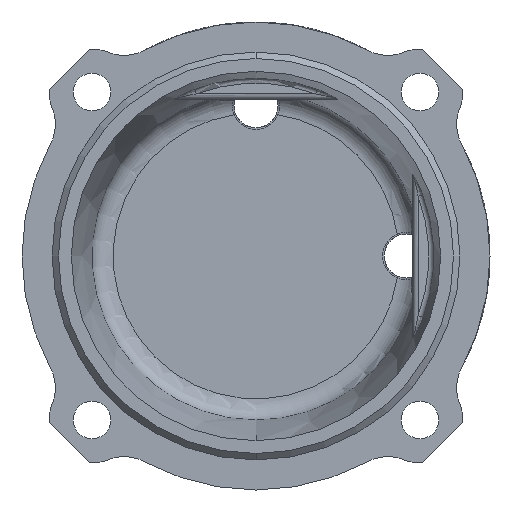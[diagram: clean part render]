
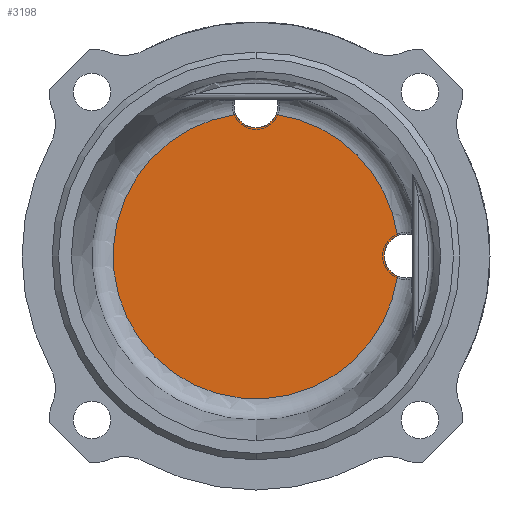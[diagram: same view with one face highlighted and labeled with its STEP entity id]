
A CAD part, front view. The second image highlights one B-rep face of the part: STEP entity #3198.
In plain terms, the highlighted planar face has unit normal (0, -1, 0).
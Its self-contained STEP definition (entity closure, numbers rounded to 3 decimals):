
#300=CARTESIAN_POINT('',(0.,53.,0.));
#301=DIRECTION('',(0.,-1.,0.));
#302=DIRECTION('',(-0.141,0.,0.99));
#303=AXIS2_PLACEMENT_3D('',#300,#301,#302);
#312=CARTESIAN_POINT('',(0.,53.,0.));
#313=DIRECTION('',(0.,-1.,0.));
#314=DIRECTION('',(0.99,0.,0.141));
#315=AXIS2_PLACEMENT_3D('',#312,#313,#314);
#360=CARTESIAN_POINT('',(70.,53.,0.));
#361=DIRECTION('',(0.,1.,0.));
#362=DIRECTION('',(-0.399,0.,-0.917));
#363=AXIS2_PLACEMENT_3D('',#360,#361,#362);
#365=CARTESIAN_POINT('',(0.,53.,70.));
#366=DIRECTION('',(0.,1.,0.));
#367=DIRECTION('',(0.917,0.,-0.399));
#368=AXIS2_PLACEMENT_3D('',#365,#366,#367);
#2688=CARTESIAN_POINT('',(9.397,53.,65.906));
#2689=CARTESIAN_POINT('',(-9.397,53.,65.906));
#2690=VERTEX_POINT('',#2688);
#2691=VERTEX_POINT('',#2689);
#2708=CARTESIAN_POINT('',(65.906,53.,-9.397));
#2709=CARTESIAN_POINT('',(65.906,53.,9.397));
#2710=VERTEX_POINT('',#2708);
#2711=VERTEX_POINT('',#2709);
#3186=CARTESIAN_POINT('',(0.,53.,0.));
#3187=DIRECTION('',(0.,-1.,0.));
#3188=DIRECTION('',(0.,0.,-1.));
#3189=AXIS2_PLACEMENT_3D('',#3186,#3187,#3188);
#3190=PLANE('',#3189);
#3191=ORIENTED_EDGE('',*,*,#3175,.F.);
#3192=ORIENTED_EDGE('',*,*,#3143,.F.);
#3194=ORIENTED_EDGE('',*,*,#3193,.F.);
#3195=ORIENTED_EDGE('',*,*,#3155,.F.);
#3196=EDGE_LOOP('',(#3191,#3192,#3194,#3195));
#3197=FACE_OUTER_BOUND('',#3196,.F.);
#3198=ADVANCED_FACE('',(#3197),#3190,.T.);
#304=CIRCLE('',#303,66.572);
#316=CIRCLE('',#315,66.572);
#364=CIRCLE('',#363,10.25);
#369=CIRCLE('',#368,10.25);
#3143=EDGE_CURVE('',#2691,#2710,#304,.T.);
#3155=EDGE_CURVE('',#2711,#2690,#316,.T.);
#3175=EDGE_CURVE('',#2710,#2711,#364,.T.);
#3193=EDGE_CURVE('',#2690,#2691,#369,.T.);
